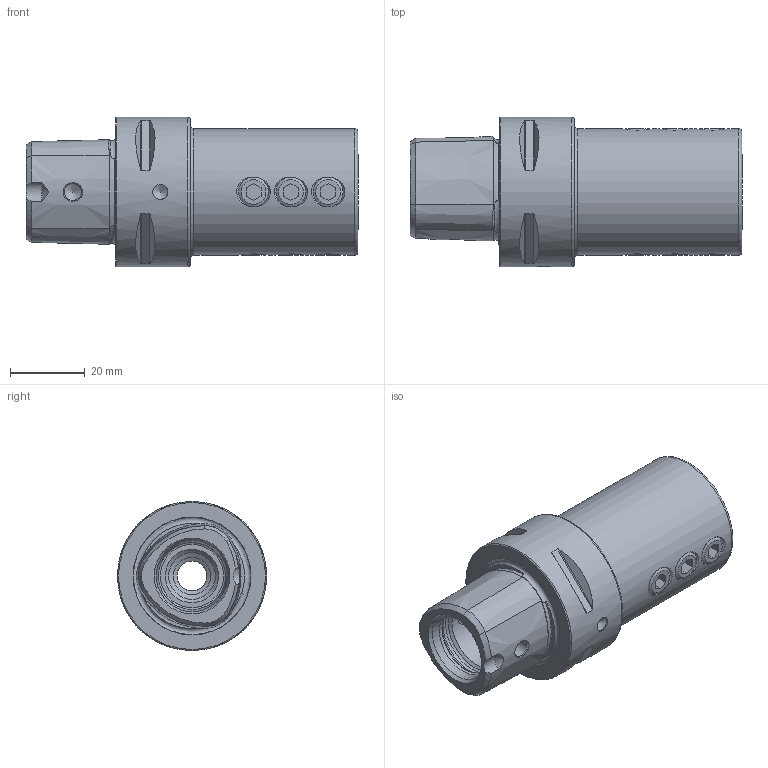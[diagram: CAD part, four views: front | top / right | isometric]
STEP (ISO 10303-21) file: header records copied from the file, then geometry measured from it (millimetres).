
FILE_DESCRIPTION (( 'STEP AP214' ), '1' );
FILE_NAME ('PS4.B08.K01.065.STEP', '2021-04-28T07:25:40', ( '' ), ( '' ), 'SwSTEP 2.0', 'SolidWorks 2017', '' );
FILE_SCHEMA (( 'AUTOMOTIVE_DESIGN' ));
Length unit declared in the file: millimetre
Products named in the file (3): PS4.B08.K01.065; ISO 4026 - M8 x 12_PreviewCfg; PS4-B08.K01.065_A
Assembly tree (10 placements, depth 2):
  PS4.B08.K01.065
    PS4-B08.K01.065_A
    ISO 4026 - M8 x 12_PreviewCfg  x9
Bounding box: 89 x 40 x 40 mm (x, y, z)
Volume: 69401.6 mm3; surface area: 20734.6 mm2
Topology: 10 solids, 10 shells, 224 faces, 551 edges, 349 vertices
Faces by surface type: plane 101, cone 64, cylinder 38, torus 21
Full cylindrical faces by diameter (mm): 4 x1, 4.6 x2, 7 x9, 8 x10, 10 x1, 12.5 x1, 18 x2, 20 x1, 34 x1, 40 x1
Entity records: 5332 total; most frequent: CARTESIAN_POINT 2401, DIRECTION 538, ORIENTED_EDGE 506, EDGE_CURVE 253, AXIS2_PLACEMENT_3D 239, EDGE_LOOP 202, VERTEX_POINT 181, FACE_OUTER_BOUND 158
